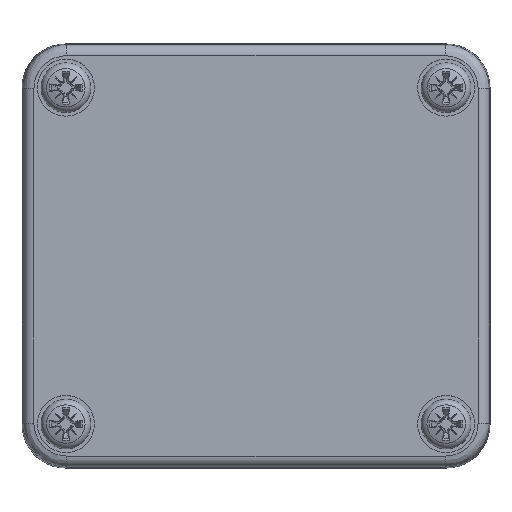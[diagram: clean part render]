
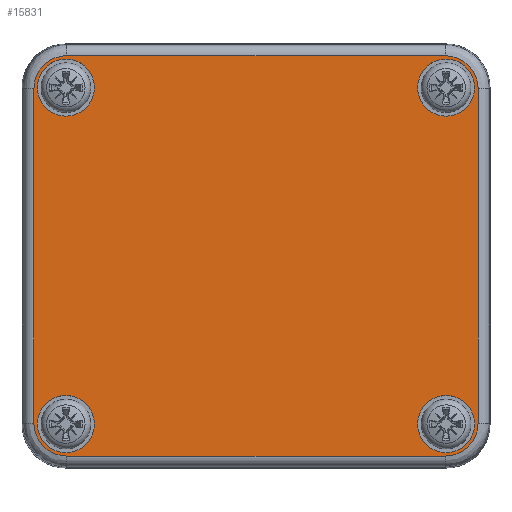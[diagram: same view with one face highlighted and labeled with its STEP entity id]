
A CAD part, top view. The second image highlights one B-rep face of the part: STEP entity #15831.
In plain terms, the highlighted face is planar.
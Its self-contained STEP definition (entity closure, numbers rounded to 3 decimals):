
#15155=CARTESIAN_POINT('',(-29.9,-23.,-9.0));
#15156=VERTEX_POINT('',#15155);
#15157=CARTESIAN_POINT('',(-26.0,-23.,-9.0));
#15158=DIRECTION('',(0.0,0.0,1.0));
#15159=DIRECTION('',(1.0,0.0,0.0));
#15160=AXIS2_PLACEMENT_3D('',#15157,#15158,#15159);
#15161=CIRCLE('',#15160,3.9);
#15162=EDGE_CURVE('',#15156,#15156,#15161,.T.);
#15203=CARTESIAN_POINT('',(22.1,-23.,-9.0));
#15204=VERTEX_POINT('',#15203);
#15205=CARTESIAN_POINT('',(26.,-23.,-9.0));
#15206=DIRECTION('',(0.0,0.0,1.0));
#15207=DIRECTION('',(1.0,0.0,0.0));
#15208=AXIS2_PLACEMENT_3D('',#15205,#15206,#15207);
#15209=CIRCLE('',#15208,3.9);
#15210=EDGE_CURVE('',#15204,#15204,#15209,.T.);
#15251=CARTESIAN_POINT('',(-29.9,23.,-9.0));
#15252=VERTEX_POINT('',#15251);
#15253=CARTESIAN_POINT('',(-26.0,23.,-9.0));
#15254=DIRECTION('',(0.0,0.0,1.0));
#15255=DIRECTION('',(1.0,0.0,0.0));
#15256=AXIS2_PLACEMENT_3D('',#15253,#15254,#15255);
#15257=CIRCLE('',#15256,3.9);
#15258=EDGE_CURVE('',#15252,#15252,#15257,.T.);
#15299=CARTESIAN_POINT('',(22.1,23.,-9.0));
#15300=VERTEX_POINT('',#15299);
#15301=CARTESIAN_POINT('',(26.,23.,-9.0));
#15302=DIRECTION('',(0.0,0.0,1.0));
#15303=DIRECTION('',(1.0,0.0,0.0));
#15304=AXIS2_PLACEMENT_3D('',#15301,#15302,#15303);
#15305=CIRCLE('',#15304,3.9);
#15306=EDGE_CURVE('',#15300,#15300,#15305,.T.);
#15364=CARTESIAN_POINT('',(-25.87,27.369,-9.0));
#15365=VERTEX_POINT('',#15364);
#15373=CARTESIAN_POINT('',(-30.369,22.87,-9.0));
#15374=VERTEX_POINT('',#15373);
#15375=CARTESIAN_POINT('',(-25.868,22.868,-9.0));
#15376=DIRECTION('',(0.0,0.0,1.0));
#15377=DIRECTION('',(-0.707,0.707,0.0));
#15378=AXIS2_PLACEMENT_3D('',#15375,#15376,#15377);
#15379=ELLIPSE('',#15378,4.501,4.5);
#15380=EDGE_CURVE('',#15365,#15374,#15379,.T.);
#15406=CARTESIAN_POINT('',(-30.369,-22.87,-9.0));
#15407=VERTEX_POINT('',#15406);
#15424=CARTESIAN_POINT('',(-30.369,22.87,-9.0));
#15425=DIRECTION('',(0.0,-1.0,0.0));
#15426=VECTOR('',#15425,45.739);
#15427=LINE('',#15424,#15426);
#15428=EDGE_CURVE('',#15374,#15407,#15427,.T.);
#15464=CARTESIAN_POINT('',(-25.87,-27.369,-9.0));
#15465=VERTEX_POINT('',#15464);
#15483=CARTESIAN_POINT('',(-25.868,-22.868,-9.0));
#15484=DIRECTION('',(0.0,0.0,1.0));
#15485=DIRECTION('',(-0.707,-0.707,0.0));
#15486=AXIS2_PLACEMENT_3D('',#15483,#15484,#15485);
#15487=ELLIPSE('',#15486,4.501,4.5);
#15488=EDGE_CURVE('',#15407,#15465,#15487,.T.);
#15498=CARTESIAN_POINT('',(25.87,-27.369,-9.0));
#15499=VERTEX_POINT('',#15498);
#15516=CARTESIAN_POINT('',(-25.87,-27.369,-9.0));
#15517=DIRECTION('',(1.0,0.0,0.0));
#15518=VECTOR('',#15517,51.739);
#15519=LINE('',#15516,#15518);
#15520=EDGE_CURVE('',#15465,#15499,#15519,.T.);
#15556=CARTESIAN_POINT('',(30.369,-22.87,-9.0));
#15557=VERTEX_POINT('',#15556);
#15575=CARTESIAN_POINT('',(25.868,-22.868,-9.0));
#15576=DIRECTION('',(0.0,0.0,1.0));
#15577=DIRECTION('',(0.707,-0.707,0.0));
#15578=AXIS2_PLACEMENT_3D('',#15575,#15576,#15577);
#15579=ELLIPSE('',#15578,4.501,4.5);
#15580=EDGE_CURVE('',#15499,#15557,#15579,.T.);
#15590=CARTESIAN_POINT('',(30.369,22.87,-9.0));
#15591=VERTEX_POINT('',#15590);
#15608=CARTESIAN_POINT('',(30.369,-22.87,-9.0));
#15609=DIRECTION('',(0.0,1.0,0.0));
#15610=VECTOR('',#15609,45.739);
#15611=LINE('',#15608,#15610);
#15612=EDGE_CURVE('',#15557,#15591,#15611,.T.);
#15648=CARTESIAN_POINT('',(25.87,27.369,-9.0));
#15649=VERTEX_POINT('',#15648);
#15667=CARTESIAN_POINT('',(25.868,22.868,-9.0));
#15668=DIRECTION('',(0.0,0.0,1.0));
#15669=DIRECTION('',(0.707,0.707,0.0));
#15670=AXIS2_PLACEMENT_3D('',#15667,#15668,#15669);
#15671=ELLIPSE('',#15670,4.501,4.5);
#15672=EDGE_CURVE('',#15591,#15649,#15671,.T.);
#15690=CARTESIAN_POINT('',(25.87,27.369,-9.0));
#15691=DIRECTION('',(-1.0,0.0,0.0));
#15692=VECTOR('',#15691,51.739);
#15693=LINE('',#15690,#15692);
#15694=EDGE_CURVE('',#15649,#15365,#15693,.T.);
#15804=CARTESIAN_POINT('',(0.,0.,-9.0));
#15805=DIRECTION('',(0.0,0.0,1.0));
#15806=DIRECTION('',(1.0,0.0,0.0));
#15807=AXIS2_PLACEMENT_3D('',#15804,#15805,#15806);
#15808=PLANE('',#15807);
#15809=ORIENTED_EDGE('',*,*,#15380,.F.);
#15810=ORIENTED_EDGE('',*,*,#15694,.F.);
#15811=ORIENTED_EDGE('',*,*,#15672,.F.);
#15812=ORIENTED_EDGE('',*,*,#15612,.F.);
#15813=ORIENTED_EDGE('',*,*,#15580,.F.);
#15814=ORIENTED_EDGE('',*,*,#15520,.F.);
#15815=ORIENTED_EDGE('',*,*,#15488,.F.);
#15816=ORIENTED_EDGE('',*,*,#15428,.F.);
#15817=EDGE_LOOP('',(#15809,#15810,#15811,#15812,#15813,#15814,#15815,#15816));
#15818=FACE_OUTER_BOUND('',#15817,.T.);
#15819=ORIENTED_EDGE('',*,*,#15162,.T.);
#15820=EDGE_LOOP('',(#15819));
#15821=FACE_BOUND('',#15820,.T.);
#15822=ORIENTED_EDGE('',*,*,#15210,.T.);
#15823=EDGE_LOOP('',(#15822));
#15824=FACE_BOUND('',#15823,.T.);
#15825=ORIENTED_EDGE('',*,*,#15258,.T.);
#15826=EDGE_LOOP('',(#15825));
#15827=FACE_BOUND('',#15826,.T.);
#15828=ORIENTED_EDGE('',*,*,#15306,.T.);
#15829=EDGE_LOOP('',(#15828));
#15830=FACE_BOUND('',#15829,.T.);
#15831=ADVANCED_FACE('',(#15818,#15821,#15824,#15827,#15830),#15808,.F.);
